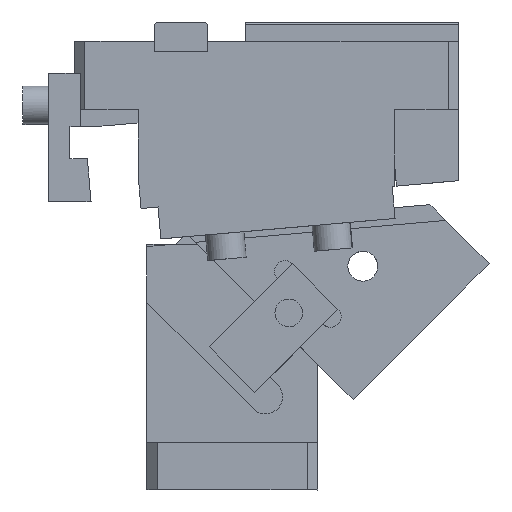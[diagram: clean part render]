
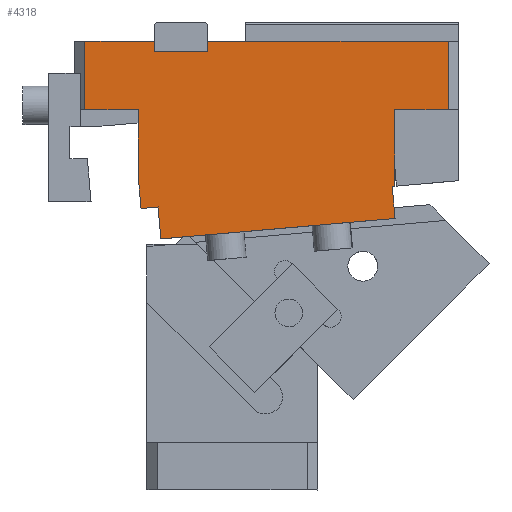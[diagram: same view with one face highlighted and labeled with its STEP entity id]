
A CAD part, front view. The second image highlights one B-rep face of the part: STEP entity #4318.
In plain terms, the highlighted planar face has unit normal (0, -1, 0).
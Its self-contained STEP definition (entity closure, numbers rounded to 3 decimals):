
#57=CARTESIAN_POINT('Line Origine',(149.464,-57.5,-75.449)) ;
#61=CARTESIAN_POINT('Vertex',(150.118,-57.5,-82.921)) ;
#63=CARTESIAN_POINT('Vertex',(148.81,-57.5,-67.978)) ;
#132=CARTESIAN_POINT('Vertex',(5.,-57.5,-32.)) ;
#135=CARTESIAN_POINT('Line Origine',(5.,-57.5,-16.)) ;
#139=CARTESIAN_POINT('Vertex',(5.,-57.5,0.)) ;
#174=CARTESIAN_POINT('Vertex',(37.5,-57.5,0.)) ;
#177=CARTESIAN_POINT('Line Origine',(37.5,-57.5,-2.5)) ;
#181=CARTESIAN_POINT('Vertex',(37.5,-57.5,-5.)) ;
#214=CARTESIAN_POINT('Vertex',(62.5,-57.5,-5.)) ;
#217=CARTESIAN_POINT('Line Origine',(62.5,-57.5,-2.5)) ;
#221=CARTESIAN_POINT('Vertex',(62.5,-57.5,0.)) ;
#245=CARTESIAN_POINT('Vertex',(175.,-57.5,0.)) ;
#250=CARTESIAN_POINT('Line Origine',(175.,-57.5,-16.)) ;
#254=CARTESIAN_POINT('Vertex',(175.,-57.5,-32.)) ;
#301=CARTESIAN_POINT('Vertex',(150.,-57.5,-32.)) ;
#304=CARTESIAN_POINT('Line Origine',(150.,-57.5,-49.937)) ;
#308=CARTESIAN_POINT('Vertex',(150.,-57.5,-67.874)) ;
#4007=CARTESIAN_POINT('Line Origine',(162.5,-57.5,-32.)) ;
#4029=CARTESIAN_POINT('Line Origine',(118.75,-57.5,0.)) ;
#4068=CARTESIAN_POINT('Line Origine',(50.,-57.5,-5.)) ;
#4085=CARTESIAN_POINT('Line Origine',(21.25,-57.5,0.)) ;
#4115=CARTESIAN_POINT('Vertex',(29.916,-57.5,-32.)) ;
#4118=CARTESIAN_POINT('Line Origine',(17.458,-57.5,-32.)) ;
#4139=CARTESIAN_POINT('Vertex',(29.916,-57.5,-62.821)) ;
#4142=CARTESIAN_POINT('Line Origine',(29.916,-57.5,-47.41)) ;
#4159=CARTESIAN_POINT('Vertex',(29.908,-57.5,-62.821)) ;
#4162=CARTESIAN_POINT('Line Origine',(29.912,-57.5,-62.821)) ;
#4183=CARTESIAN_POINT('Vertex',(31.259,-57.5,-78.262)) ;
#4186=CARTESIAN_POINT('Line Origine',(30.588,-57.5,-70.585)) ;
#4190=CARTESIAN_POINT('Vertex',(29.916,-57.5,-62.908)) ;
#4193=CARTESIAN_POINT('Line Origine',(29.912,-57.5,-62.865)) ;
#4215=CARTESIAN_POINT('Vertex',(39.229,-57.5,-77.565)) ;
#4218=CARTESIAN_POINT('Line Origine',(35.244,-57.5,-77.914)) ;
#4239=CARTESIAN_POINT('Vertex',(40.536,-57.5,-92.508)) ;
#4242=CARTESIAN_POINT('Line Origine',(39.883,-57.5,-85.037)) ;
#4260=CARTESIAN_POINT('Line Origine',(95.327,-57.5,-87.714)) ;
#4280=CARTESIAN_POINT('Line Origine',(149.405,-57.5,-67.926)) ;
#4292=CARTESIAN_POINT('Axis2P3D Location',(0.,-57.5,0.)) ;
#58=DIRECTION('Vector Direction',(-0.087,0.,0.996)) ;
#136=DIRECTION('Vector Direction',(0.,0.,-1.)) ;
#178=DIRECTION('Vector Direction',(0.,0.,1.)) ;
#218=DIRECTION('Vector Direction',(0.,0.,-1.)) ;
#251=DIRECTION('Vector Direction',(0.,0.,1.)) ;
#305=DIRECTION('Vector Direction',(0.,0.,1.)) ;
#4008=DIRECTION('Vector Direction',(-1.,0.,0.)) ;
#4030=DIRECTION('Vector Direction',(1.,0.,0.)) ;
#4069=DIRECTION('Vector Direction',(1.,0.,0.)) ;
#4086=DIRECTION('Vector Direction',(1.,0.,0.)) ;
#4119=DIRECTION('Vector Direction',(-1.,0.,0.)) ;
#4143=DIRECTION('Vector Direction',(0.,0.,1.)) ;
#4163=DIRECTION('Vector Direction',(0.996,0.,0.087)) ;
#4187=DIRECTION('Vector Direction',(-0.087,0.,0.996)) ;
#4194=DIRECTION('Vector Direction',(-0.087,0.,0.996)) ;
#4219=DIRECTION('Vector Direction',(-0.996,0.,-0.087)) ;
#4243=DIRECTION('Vector Direction',(-0.087,0.,0.996)) ;
#4261=DIRECTION('Vector Direction',(-0.996,0.,-0.087)) ;
#4281=DIRECTION('Vector Direction',(-0.996,0.,-0.087)) ;
#4293=DIRECTION('Axis2P3D Direction',(0.,1.,0.)) ;
#4294=DIRECTION('Axis2P3D XDirection',(0.,0.,1.)) ;
#4295=AXIS2_PLACEMENT_3D('Plane Axis2P3D',#4292,#4293,#4294) ;
#4298=ORIENTED_EDGE('',*,*,#4284,.F.) ;
#4299=ORIENTED_EDGE('',*,*,#310,.T.) ;
#4300=ORIENTED_EDGE('',*,*,#4011,.F.) ;
#4301=ORIENTED_EDGE('',*,*,#256,.T.) ;
#4302=ORIENTED_EDGE('',*,*,#4033,.F.) ;
#4303=ORIENTED_EDGE('',*,*,#223,.T.) ;
#4304=ORIENTED_EDGE('',*,*,#4072,.F.) ;
#4305=ORIENTED_EDGE('',*,*,#183,.T.) ;
#4306=ORIENTED_EDGE('',*,*,#4089,.F.) ;
#4307=ORIENTED_EDGE('',*,*,#141,.T.) ;
#4308=ORIENTED_EDGE('',*,*,#4122,.F.) ;
#4309=ORIENTED_EDGE('',*,*,#4146,.F.) ;
#4310=ORIENTED_EDGE('',*,*,#4166,.F.) ;
#4311=ORIENTED_EDGE('',*,*,#4197,.F.) ;
#4312=ORIENTED_EDGE('',*,*,#4192,.F.) ;
#4313=ORIENTED_EDGE('',*,*,#4222,.F.) ;
#4314=ORIENTED_EDGE('',*,*,#4246,.F.) ;
#4315=ORIENTED_EDGE('',*,*,#4264,.F.) ;
#4316=ORIENTED_EDGE('',*,*,#65,.T.) ;
#59=VECTOR('Line Direction',#58,1.) ;
#137=VECTOR('Line Direction',#136,1.) ;
#179=VECTOR('Line Direction',#178,1.) ;
#219=VECTOR('Line Direction',#218,1.) ;
#252=VECTOR('Line Direction',#251,1.) ;
#306=VECTOR('Line Direction',#305,1.) ;
#4009=VECTOR('Line Direction',#4008,1.) ;
#4031=VECTOR('Line Direction',#4030,1.) ;
#4070=VECTOR('Line Direction',#4069,1.) ;
#4087=VECTOR('Line Direction',#4086,1.) ;
#4120=VECTOR('Line Direction',#4119,1.) ;
#4144=VECTOR('Line Direction',#4143,1.) ;
#4164=VECTOR('Line Direction',#4163,1.) ;
#4188=VECTOR('Line Direction',#4187,1.) ;
#4195=VECTOR('Line Direction',#4194,1.) ;
#4220=VECTOR('Line Direction',#4219,1.) ;
#4244=VECTOR('Line Direction',#4243,1.) ;
#4262=VECTOR('Line Direction',#4261,1.) ;
#4282=VECTOR('Line Direction',#4281,1.) ;
#4318=ADVANCED_FACE('CAM HOLDER',(#4317),#4296,.F.) ;
#65=EDGE_CURVE('',#62,#64,#60,.T.) ;
#141=EDGE_CURVE('',#140,#133,#138,.T.) ;
#183=EDGE_CURVE('',#182,#175,#180,.T.) ;
#223=EDGE_CURVE('',#222,#215,#220,.T.) ;
#256=EDGE_CURVE('',#255,#246,#253,.T.) ;
#310=EDGE_CURVE('',#309,#302,#307,.T.) ;
#4011=EDGE_CURVE('',#255,#302,#4010,.T.) ;
#4033=EDGE_CURVE('',#222,#246,#4032,.T.) ;
#4072=EDGE_CURVE('',#182,#215,#4071,.T.) ;
#4089=EDGE_CURVE('',#140,#175,#4088,.T.) ;
#4122=EDGE_CURVE('',#4116,#133,#4121,.T.) ;
#4146=EDGE_CURVE('',#4140,#4116,#4145,.T.) ;
#4166=EDGE_CURVE('',#4160,#4140,#4165,.T.) ;
#4192=EDGE_CURVE('',#4184,#4191,#4189,.T.) ;
#4197=EDGE_CURVE('',#4191,#4160,#4196,.T.) ;
#4222=EDGE_CURVE('',#4216,#4184,#4221,.T.) ;
#4246=EDGE_CURVE('',#4240,#4216,#4245,.T.) ;
#4264=EDGE_CURVE('',#62,#4240,#4263,.T.) ;
#4284=EDGE_CURVE('',#309,#64,#4283,.T.) ;
#4297=EDGE_LOOP('',(#4298,#4299,#4300,#4301,#4302,#4303,#4304,#4305,#4306,#4307,#4308,#4309,#4310,#4311,#4312,#4313,#4314,#4315,#4316)) ;
#4317=FACE_OUTER_BOUND('',#4297,.T.) ;
#60=LINE('Line',#57,#59) ;
#138=LINE('Line',#135,#137) ;
#180=LINE('Line',#177,#179) ;
#220=LINE('Line',#217,#219) ;
#253=LINE('Line',#250,#252) ;
#307=LINE('Line',#304,#306) ;
#4010=LINE('Line',#4007,#4009) ;
#4032=LINE('Line',#4029,#4031) ;
#4071=LINE('Line',#4068,#4070) ;
#4088=LINE('Line',#4085,#4087) ;
#4121=LINE('Line',#4118,#4120) ;
#4145=LINE('Line',#4142,#4144) ;
#4165=LINE('Line',#4162,#4164) ;
#4189=LINE('Line',#4186,#4188) ;
#4196=LINE('Line',#4193,#4195) ;
#4221=LINE('Line',#4218,#4220) ;
#4245=LINE('Line',#4242,#4244) ;
#4263=LINE('Line',#4260,#4262) ;
#4283=LINE('Line',#4280,#4282) ;
#4296=PLANE('Plane',#4295) ;
#62=VERTEX_POINT('',#61) ;
#64=VERTEX_POINT('',#63) ;
#133=VERTEX_POINT('',#132) ;
#140=VERTEX_POINT('',#139) ;
#175=VERTEX_POINT('',#174) ;
#182=VERTEX_POINT('',#181) ;
#215=VERTEX_POINT('',#214) ;
#222=VERTEX_POINT('',#221) ;
#246=VERTEX_POINT('',#245) ;
#255=VERTEX_POINT('',#254) ;
#302=VERTEX_POINT('',#301) ;
#309=VERTEX_POINT('',#308) ;
#4116=VERTEX_POINT('',#4115) ;
#4140=VERTEX_POINT('',#4139) ;
#4160=VERTEX_POINT('',#4159) ;
#4184=VERTEX_POINT('',#4183) ;
#4191=VERTEX_POINT('',#4190) ;
#4216=VERTEX_POINT('',#4215) ;
#4240=VERTEX_POINT('',#4239) ;
